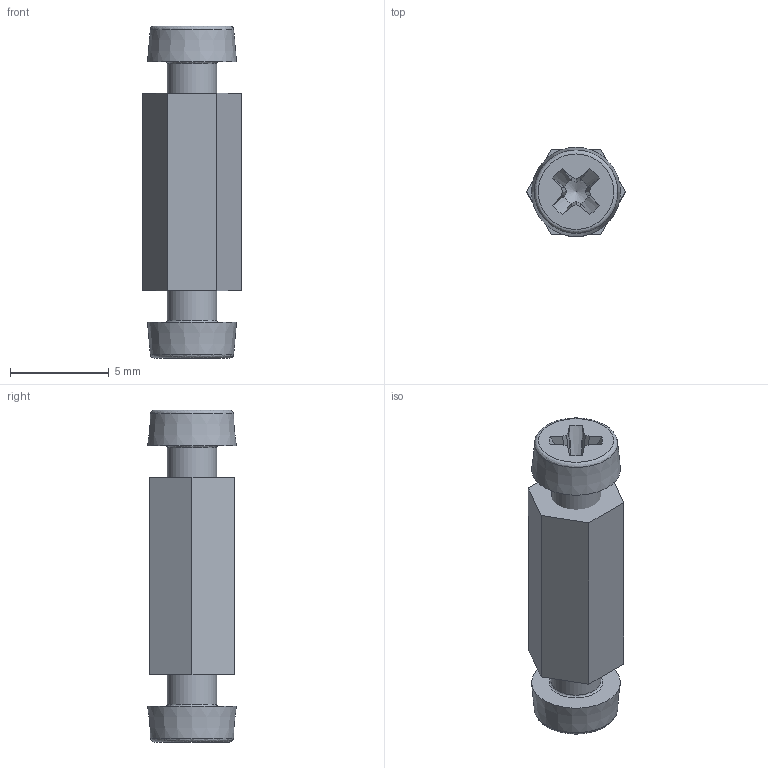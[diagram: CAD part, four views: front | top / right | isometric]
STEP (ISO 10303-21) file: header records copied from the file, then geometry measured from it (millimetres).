
FILE_DESCRIPTION(('FreeCAD Model'),'2;1');
FILE_NAME( 'support.step', '2019-04-17T09:49:09',('Author'),(''), 'Open CASCADE STEP processor 7.2','FreeCAD','Unknown');
FILE_SCHEMA(('AUTOMOTIVE_DESIGN { 1 0 10303 214 1 1 1 1 }'));
Length unit declared in the file: millimetre
Products named in the file (3): Body; M2.5x8-Screw; M2.5x8-Screw001
Bounding box: 5 x 4.5 x 16.8 mm (x, y, z)
Volume: 245.9 mm3; surface area: 496.3 mm2
Topology: 3 solids, 3 shells, 68 faces, 172 edges, 111 vertices
Faces by surface type: plane 46, cone 14, cylinder 4, revolution 4
Full cylindrical faces by diameter (mm): 2.05 x1, 2.5 x2, 2.75 x1
Entity records: 4515 total; most frequent: CARTESIAN_POINT 1286, DIRECTION 561, ORIENTED_EDGE 336, PCURVE 336, DEFINITIONAL_REPRESENTATION 336, LINE 242, VECTOR 242, EDGE_CURVE 168
